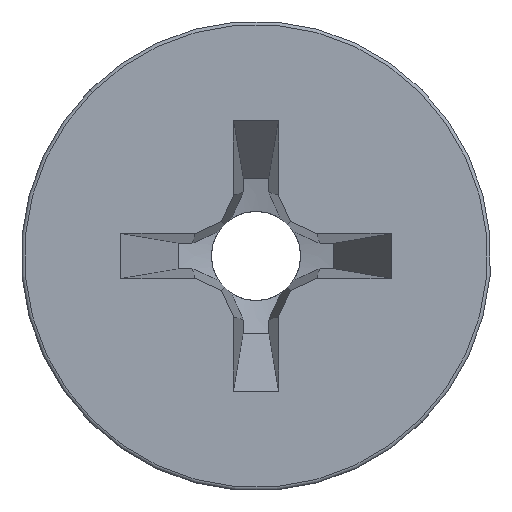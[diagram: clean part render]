
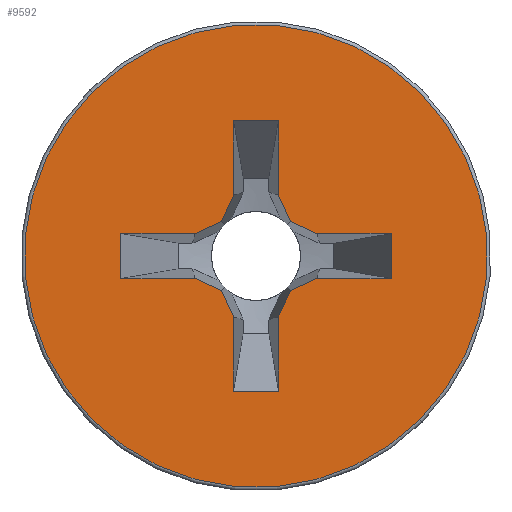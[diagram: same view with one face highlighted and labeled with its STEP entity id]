
A CAD part, left-side view. The second image highlights one B-rep face of the part: STEP entity #9592.
In plain terms, the highlighted planar face has unit normal (-1, 0, 0).
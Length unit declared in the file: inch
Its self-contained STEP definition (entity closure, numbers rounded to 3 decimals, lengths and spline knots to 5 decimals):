
#5061=CARTESIAN_POINT('',(0.,0.,0.));
#5062=DIRECTION('',(-1.,0.,0.));
#5063=DIRECTION('',(0.,1.,0.));
#5064=AXIS2_PLACEMENT_3D('',#5061,#5062,#5063);
#5066=CARTESIAN_POINT('',(0.,0.,0.));
#5067=DIRECTION('',(1.,0.,0.));
#5068=DIRECTION('',(0.,1.,0.));
#5069=AXIS2_PLACEMENT_3D('',#5066,#5067,#5068);
#5071=DIRECTION('',(0.,-0.707,-0.707));
#5072=VECTOR('',#5071,0.01467);
#5073=CARTESIAN_POINT('',(0.,0.0363,-0.02593));
#5074=LINE('',#5073,#5072);
#5075=DIRECTION('',(0.,0.707,-0.707));
#5076=VECTOR('',#5075,0.02422);
#5077=CARTESIAN_POINT('',(0.,0.0088,-0.01917));
#5078=LINE('',#5077,#5076);
#5079=DIRECTION('',(0.,0.94,-0.342));
#5080=VECTOR('',#5079,0.00936);
#5081=CARTESIAN_POINT('',(0.,0.,-0.01597));
#5082=LINE('',#5081,#5080);
#5083=DIRECTION('',(0.,0.94,0.342));
#5084=VECTOR('',#5083,0.00936);
#5085=CARTESIAN_POINT('',(0.,-0.0088,-0.01917));
#5086=LINE('',#5085,#5084);
#5087=DIRECTION('',(0.,-0.707,-0.707));
#5088=VECTOR('',#5087,0.02422);
#5089=CARTESIAN_POINT('',(0.,-0.0088,-0.01917));
#5090=LINE('',#5089,#5088);
#5091=DIRECTION('',(0.,0.707,-0.707));
#5092=VECTOR('',#5091,0.01467);
#5093=CARTESIAN_POINT('',(0.,-0.0363,-0.02593));
#5094=LINE('',#5093,#5092);
#5095=DIRECTION('',(0.,-0.707,-0.707));
#5096=VECTOR('',#5095,0.02422);
#5097=CARTESIAN_POINT('',(0.,-0.01917,-0.0088));
#5098=LINE('',#5097,#5096);
#5099=DIRECTION('',(0.,-0.342,-0.94));
#5100=VECTOR('',#5099,0.00936);
#5101=CARTESIAN_POINT('',(0.,-0.01597,0.));
#5102=LINE('',#5101,#5100);
#5103=DIRECTION('',(0.,0.342,-0.94));
#5104=VECTOR('',#5103,0.00936);
#5105=CARTESIAN_POINT('',(0.,-0.01917,0.0088));
#5106=LINE('',#5105,#5104);
#5107=DIRECTION('',(0.,0.707,-0.707));
#5108=VECTOR('',#5107,0.02422);
#5109=CARTESIAN_POINT('',(0.,-0.0363,0.02593));
#5110=LINE('',#5109,#5108);
#5111=DIRECTION('',(0.,-0.707,-0.707));
#5112=VECTOR('',#5111,0.01467);
#5113=CARTESIAN_POINT('',(0.,-0.02593,0.0363));
#5114=LINE('',#5113,#5112);
#5115=DIRECTION('',(0.,0.707,-0.707));
#5116=VECTOR('',#5115,0.02422);
#5117=CARTESIAN_POINT('',(0.,-0.02593,0.0363));
#5118=LINE('',#5117,#5116);
#5119=DIRECTION('',(0.,-0.94,0.342));
#5120=VECTOR('',#5119,0.00936);
#5121=CARTESIAN_POINT('',(0.,0.,0.01597));
#5122=LINE('',#5121,#5120);
#5123=DIRECTION('',(0.,-0.94,-0.342));
#5124=VECTOR('',#5123,0.00936);
#5125=CARTESIAN_POINT('',(0.,0.0088,0.01917));
#5126=LINE('',#5125,#5124);
#5127=DIRECTION('',(0.,-0.707,-0.707));
#5128=VECTOR('',#5127,0.02422);
#5129=CARTESIAN_POINT('',(0.,0.02593,0.0363));
#5130=LINE('',#5129,#5128);
#5131=DIRECTION('',(0.,0.707,-0.707));
#5132=VECTOR('',#5131,0.01467);
#5133=CARTESIAN_POINT('',(0.,0.02593,0.0363));
#5134=LINE('',#5133,#5132);
#5135=DIRECTION('',(0.,-0.707,-0.707));
#5136=VECTOR('',#5135,0.02422);
#5137=CARTESIAN_POINT('',(0.,0.0363,0.02593));
#5138=LINE('',#5137,#5136);
#5139=DIRECTION('',(0.,0.342,0.94));
#5140=VECTOR('',#5139,0.00936);
#5141=CARTESIAN_POINT('',(0.,0.01597,0.));
#5142=LINE('',#5141,#5140);
#5143=DIRECTION('',(0.,-0.342,0.94));
#5144=VECTOR('',#5143,0.00936);
#5145=CARTESIAN_POINT('',(0.,0.01917,-0.0088));
#5146=LINE('',#5145,#5144);
#5147=DIRECTION('',(0.,0.707,-0.707));
#5148=VECTOR('',#5147,0.02422);
#5149=CARTESIAN_POINT('',(0.,0.01917,-0.0088));
#5150=LINE('',#5149,#5148);
#5392=CARTESIAN_POINT('',(0.,0.0363,-0.02593));
#5393=CARTESIAN_POINT('',(0.,0.02593,-0.0363));
#5394=VERTEX_POINT('',#5392);
#5395=VERTEX_POINT('',#5393);
#5396=CARTESIAN_POINT('',(0.,0.01917,-0.0088));
#5397=VERTEX_POINT('',#5396);
#5398=CARTESIAN_POINT('',(0.,0.01597,0.));
#5399=VERTEX_POINT('',#5398);
#5400=CARTESIAN_POINT('',(0.,0.01917,0.0088));
#5401=VERTEX_POINT('',#5400);
#5402=CARTESIAN_POINT('',(0.,0.0363,0.02593));
#5403=VERTEX_POINT('',#5402);
#5404=CARTESIAN_POINT('',(0.,0.02593,0.0363));
#5405=VERTEX_POINT('',#5404);
#5406=CARTESIAN_POINT('',(0.,0.0088,0.01917));
#5407=VERTEX_POINT('',#5406);
#5408=CARTESIAN_POINT('',(0.,0.,0.01597));
#5409=VERTEX_POINT('',#5408);
#5410=CARTESIAN_POINT('',(0.,-0.0088,0.01917));
#5411=VERTEX_POINT('',#5410);
#5412=CARTESIAN_POINT('',(0.,-0.02593,0.0363));
#5413=VERTEX_POINT('',#5412);
#5414=CARTESIAN_POINT('',(0.,-0.0363,0.02593));
#5415=VERTEX_POINT('',#5414);
#5416=CARTESIAN_POINT('',(0.,-0.01917,0.0088));
#5417=VERTEX_POINT('',#5416);
#5418=CARTESIAN_POINT('',(0.,-0.01597,0.));
#5419=VERTEX_POINT('',#5418);
#5420=CARTESIAN_POINT('',(0.,-0.01917,-0.0088));
#5421=VERTEX_POINT('',#5420);
#5422=CARTESIAN_POINT('',(0.,-0.0363,-0.02593));
#5423=VERTEX_POINT('',#5422);
#5424=CARTESIAN_POINT('',(0.,-0.02593,-0.0363));
#5425=VERTEX_POINT('',#5424);
#5426=CARTESIAN_POINT('',(0.,-0.0088,-0.01917));
#5427=VERTEX_POINT('',#5426);
#5428=CARTESIAN_POINT('',(0.,0.,-0.01597));
#5429=VERTEX_POINT('',#5428);
#5430=CARTESIAN_POINT('',(0.,0.0088,-0.01917));
#5431=VERTEX_POINT('',#5430);
#5469=CARTESIAN_POINT('',(0.,0.0754,0.));
#5470=VERTEX_POINT('',#5469);
#5471=CARTESIAN_POINT('',(0.,-0.0754,0.));
#5472=VERTEX_POINT('',#5471);
#9551=CARTESIAN_POINT('',(0.,0.,0.));
#9552=DIRECTION('',(1.,0.,0.));
#9553=DIRECTION('',(0.,-1.,0.));
#9554=AXIS2_PLACEMENT_3D('',#9551,#9552,#9553);
#9555=PLANE('',#9554);
#9557=ORIENTED_EDGE('',*,*,#9556,.F.);
#9559=ORIENTED_EDGE('',*,*,#9558,.T.);
#9560=EDGE_LOOP('',(#9557,#9559));
#9561=FACE_OUTER_BOUND('',#9560,.F.);
#9563=ORIENTED_EDGE('',*,*,#9562,.T.);
#9565=ORIENTED_EDGE('',*,*,#9564,.F.);
#9567=ORIENTED_EDGE('',*,*,#9566,.F.);
#9569=ORIENTED_EDGE('',*,*,#9568,.F.);
#9571=ORIENTED_EDGE('',*,*,#9570,.T.);
#9573=ORIENTED_EDGE('',*,*,#9572,.F.);
#9575=ORIENTED_EDGE('',*,*,#9574,.F.);
#9576=ORIENTED_EDGE('',*,*,#9379,.F.);
#9577=ORIENTED_EDGE('',*,*,#9408,.F.);
#9578=ORIENTED_EDGE('',*,*,#9422,.F.);
#9579=ORIENTED_EDGE('',*,*,#9436,.F.);
#9580=ORIENTED_EDGE('',*,*,#9450,.T.);
#9581=ORIENTED_EDGE('',*,*,#9476,.F.);
#9582=ORIENTED_EDGE('',*,*,#9504,.F.);
#9583=ORIENTED_EDGE('',*,*,#9518,.F.);
#9584=ORIENTED_EDGE('',*,*,#9532,.T.);
#9585=ORIENTED_EDGE('',*,*,#9545,.T.);
#9586=ORIENTED_EDGE('',*,*,#9248,.F.);
#9587=ORIENTED_EDGE('',*,*,#9279,.F.);
#9589=ORIENTED_EDGE('',*,*,#9588,.T.);
#9590=EDGE_LOOP('',(#9563,#9565,#9567,#9569,#9571,#9573,#9575,#9576,#9577,#9578,
#9579,#9580,#9581,#9582,#9583,#9584,#9585,#9586,#9587,#9589));
#9591=FACE_BOUND('',#9590,.F.);
#5065=CIRCLE('',#5064,0.0754);
#5070=CIRCLE('',#5069,0.0754);
#9248=EDGE_CURVE('',#5399,#5401,#5142,.T.);
#9279=EDGE_CURVE('',#5397,#5399,#5146,.T.);
#9379=EDGE_CURVE('',#5419,#5421,#5102,.T.);
#9408=EDGE_CURVE('',#5417,#5419,#5106,.T.);
#9422=EDGE_CURVE('',#5415,#5417,#5110,.T.);
#9436=EDGE_CURVE('',#5413,#5415,#5114,.T.);
#9450=EDGE_CURVE('',#5413,#5411,#5118,.T.);
#9476=EDGE_CURVE('',#5409,#5411,#5122,.T.);
#9504=EDGE_CURVE('',#5407,#5409,#5126,.T.);
#9518=EDGE_CURVE('',#5405,#5407,#5130,.T.);
#9532=EDGE_CURVE('',#5405,#5403,#5134,.T.);
#9545=EDGE_CURVE('',#5403,#5401,#5138,.T.);
#9556=EDGE_CURVE('',#5470,#5472,#5065,.T.);
#9558=EDGE_CURVE('',#5470,#5472,#5070,.T.);
#9562=EDGE_CURVE('',#5394,#5395,#5074,.T.);
#9564=EDGE_CURVE('',#5431,#5395,#5078,.T.);
#9566=EDGE_CURVE('',#5429,#5431,#5082,.T.);
#9568=EDGE_CURVE('',#5427,#5429,#5086,.T.);
#9570=EDGE_CURVE('',#5427,#5425,#5090,.T.);
#9572=EDGE_CURVE('',#5423,#5425,#5094,.T.);
#9574=EDGE_CURVE('',#5421,#5423,#5098,.T.);
#9588=EDGE_CURVE('',#5397,#5394,#5150,.T.);
#9592=ADVANCED_FACE('',(#9561,#9591),#9555,.F.);
